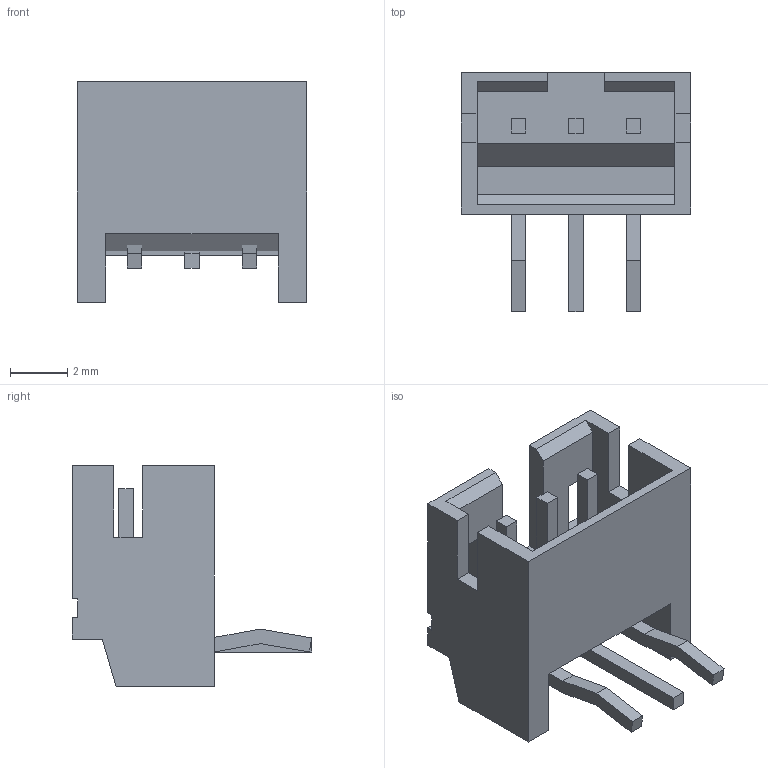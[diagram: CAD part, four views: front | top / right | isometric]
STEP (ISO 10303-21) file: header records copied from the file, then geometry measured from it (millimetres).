
FILE_DESCRIPTION((''),'2;1');
FILE_NAME('C-440055-3','2019-03-28T02:29:33',('workeradm'),('TE Connectivity Ltd.'),'CREO PARAMETRIC BY PTC INC, 2018190','CREO PARAMETRIC BY PTC INC, 2018190','');
FILE_SCHEMA(('AUTOMOTIVE_DESIGN { 1 0 10303 214 1 1 1 1 }'));
Length unit declared in the file: millimetre
Products named in the file (1): C-440055-3
Bounding box: 8 x 8.35 x 7.7 mm (x, y, z)
Volume: 121.5 mm3; surface area: 410.9 mm2
Topology: 1 solids, 1 shells, 95 faces, 267 edges, 178 vertices
Faces by surface type: plane 89, cylinder 6
Entity records: 3065 total; most frequent: CARTESIAN_POINT 542, ORIENTED_EDGE 534, DIRECTION 469, EDGE_CURVE 267, VECTOR 255, LINE 255, VERTEX_POINT 178, AXIS2_PLACEMENT_3D 107
